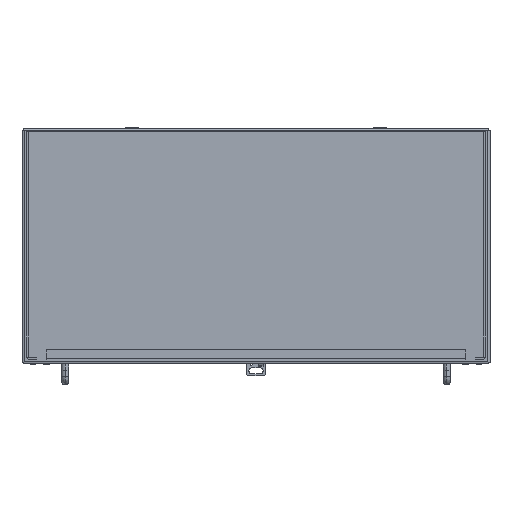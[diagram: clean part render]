
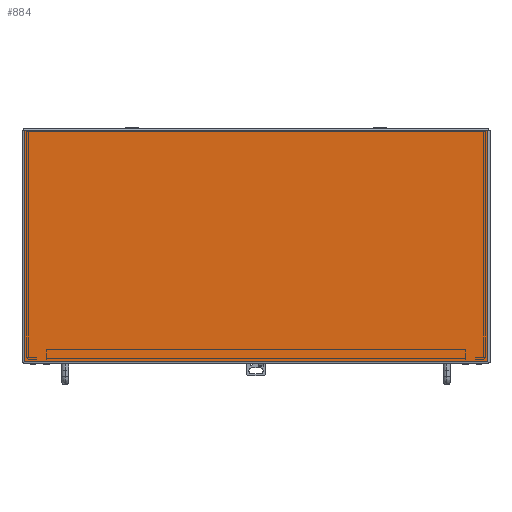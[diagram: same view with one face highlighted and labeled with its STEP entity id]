
A CAD part, top view. The second image highlights one B-rep face of the part: STEP entity #884.
In plain terms, the highlighted planar face has unit normal (0, 0, 1).
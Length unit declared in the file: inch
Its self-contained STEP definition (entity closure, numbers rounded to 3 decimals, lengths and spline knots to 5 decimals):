
#884 = ADVANCED_FACE ( 'NONE', ( #12201 ), #20203, .T. ) ;
#1170 = VECTOR ( 'NONE', #20428, 39.37008 ) ;
#2176 = CARTESIAN_POINT ( 'NONE',  ( 12.1515, -0.036, 12.036 ) ) ;
#2200 = DIRECTION ( 'NONE',  ( 0., -1., 0. ) ) ;
#2243 = CARTESIAN_POINT ( 'NONE',  ( -12.1515, -12.142, 12.036 ) ) ;
#2284 = DIRECTION ( 'NONE',  ( 0., 0., 1. ) ) ;
#2779 = LINE ( 'NONE', #20026, #6779 ) ;
#2827 = CARTESIAN_POINT ( 'NONE',  ( -12.1515, -0.036, 12.036 ) ) ;
#3438 = EDGE_CURVE ( 'NONE', #6249, #17154, #15848, .T. ) ;
#3613 = CARTESIAN_POINT ( 'NONE',  ( 12.1515, -0.036, 12.036 ) ) ;
#6233 = AXIS2_PLACEMENT_3D ( 'NONE', #2176, #2284, #20311 ) ;
#6249 = VERTEX_POINT ( 'NONE', #3613 ) ;
#6534 = ORIENTED_EDGE ( 'NONE', *, *, #14153, .F. ) ;
#6779 = VECTOR ( 'NONE', #13244, 39.37008 ) ;
#7028 = ORIENTED_EDGE ( 'NONE', *, *, #12045, .F. ) ;
#7535 = CARTESIAN_POINT ( 'NONE',  ( 12.1515, -0.036, 12.036 ) ) ;
#9600 = CARTESIAN_POINT ( 'NONE',  ( 12.1515, -12.142, 12.036 ) ) ;
#10355 = CARTESIAN_POINT ( 'NONE',  ( -12.1515, -0.036, 12.036 ) ) ;
#11285 = EDGE_LOOP ( 'NONE', ( #6534, #16592, #18722, #7028 ) ) ;
#11873 = LINE ( 'NONE', #17030, #1170 ) ;
#12045 = EDGE_CURVE ( 'NONE', #13533, #6249, #20315, .T. ) ;
#12100 = EDGE_CURVE ( 'NONE', #17154, #16494, #11873, .T. ) ;
#12201 = FACE_OUTER_BOUND ( 'NONE', #11285, .T. ) ;
#13244 = DIRECTION ( 'NONE',  ( 0., 1., 0. ) ) ;
#13533 = VERTEX_POINT ( 'NONE', #2827 ) ;
#13743 = DIRECTION ( 'NONE',  ( 1., 0., 0. ) ) ;
#14153 = EDGE_CURVE ( 'NONE', #16494, #13533, #2779, .T. ) ;
#15469 = VECTOR ( 'NONE', #13743, 39.37008 ) ;
#15848 = LINE ( 'NONE', #7535, #16755 ) ;
#16494 = VERTEX_POINT ( 'NONE', #2243 ) ;
#16592 = ORIENTED_EDGE ( 'NONE', *, *, #12100, .F. ) ;
#16755 = VECTOR ( 'NONE', #2200, 39.37008 ) ;
#17030 = CARTESIAN_POINT ( 'NONE',  ( 12.1515, -12.142, 12.036 ) ) ;
#17154 = VERTEX_POINT ( 'NONE', #9600 ) ;
#18722 = ORIENTED_EDGE ( 'NONE', *, *, #3438, .F. ) ;
#20026 = CARTESIAN_POINT ( 'NONE',  ( -12.1515, -12.142, 12.036 ) ) ;
#20203 = PLANE ( 'NONE',  #6233 ) ;
#20311 = DIRECTION ( 'NONE',  ( -1., 0., 0. ) ) ;
#20315 = LINE ( 'NONE', #10355, #15469 ) ;
#20428 = DIRECTION ( 'NONE',  ( -1., 0., 0. ) ) ;
